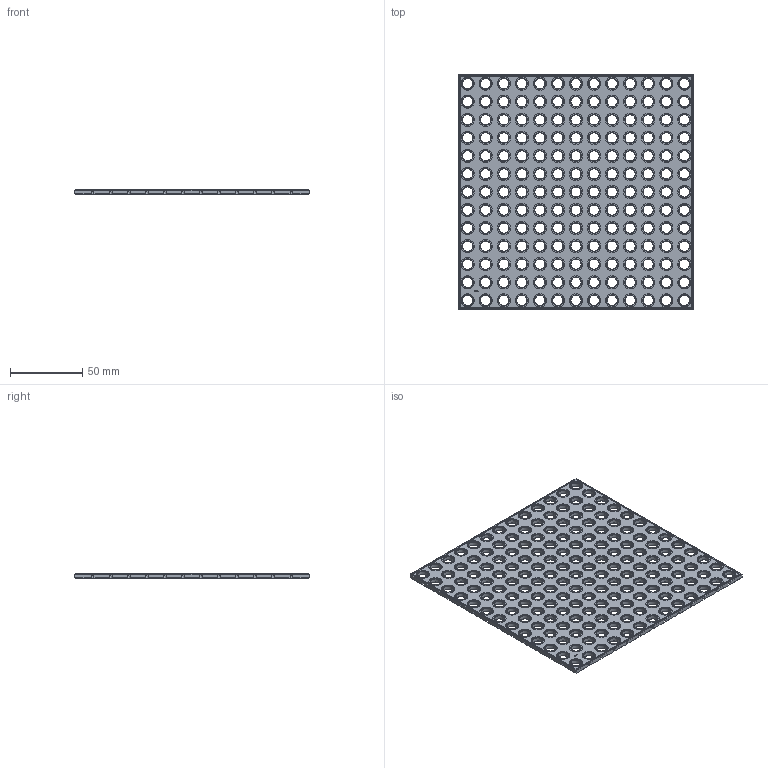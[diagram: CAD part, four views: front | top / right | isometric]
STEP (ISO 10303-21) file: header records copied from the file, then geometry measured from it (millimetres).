
FILE_DESCRIPTION(('FreeCAD Model'),'2;1');
FILE_NAME('Open CASCADE Shape Model','2024-02-25T16:44:49',(''),(''), 'Open CASCADE STEP processor 7.6','FreeCAD','Unknown');
FILE_SCHEMA(('AUTOMOTIVE_DESIGN { 1 0 10303 214 1 1 1 1 }'));
Products named in the file (1): Plate SQR CRNS BU13x00.25 - SPN-PLT-0072 (stemfie.org)
Bounding box: 162.5 x 162.5 x 3.12 mm (x, y, z)
Volume: 57369.4 mm3; surface area: 54557.9 mm2
Topology: 1 solids, 1 shells, 2110 faces, 5375 edges, 3468 vertices
Faces by surface type: plane 970, cylinder 674, cone 338, extrusion 128
Full cylindrical faces by diameter (mm): 7 x169, 9.2 x169
Entity records: 135669 total; most frequent: CARTESIAN_POINT 26641, DIRECTION 20385, VECTOR 12037, LINE 11909, ORIENTED_EDGE 10750, PCURVE 10750, DEFINITIONAL_REPRESENTATION 10750, EDGE_CURVE 5375
